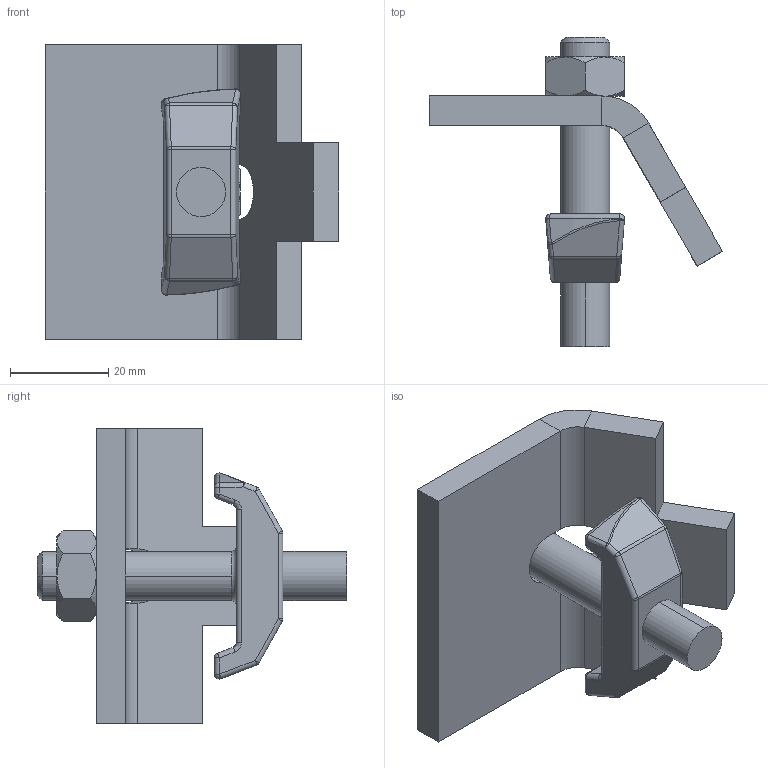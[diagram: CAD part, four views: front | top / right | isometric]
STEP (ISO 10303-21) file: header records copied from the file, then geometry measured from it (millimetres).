
FILE_DESCRIPTION (( 'STEP AP203' ), '1' );
FILE_NAME ('10-02-1607.STEP', '2013-05-06T06:33:30', ( 'asennus' ), ( '' ), 'SwSTEP 2.0', 'SolidWorks 2013', '' );
FILE_SCHEMA (( 'CONFIG_CONTROL_DESIGN' ));
Length unit declared in the file: millimetre
Products named in the file (1): 10-02-1607
Bounding box: 59.7 x 63 x 60 mm (x, y, z)
Volume: 32210.9 mm3; surface area: 13889.8 mm2
Topology: 3 solids, 3 shells, 139 faces, 311 edges, 166 vertices
Faces by surface type: plane 44, cylinder 43, sphere 24, cone 14, bspline 10, torus 4
Entity records: 3970 total; most frequent: CARTESIAN_POINT 957, DIRECTION 643, ORIENTED_EDGE 598, EDGE_CURVE 299, AXIS2_PLACEMENT_3D 258, VERTEX_POINT 166, EDGE_LOOP 143, ADVANCED_FACE 139
